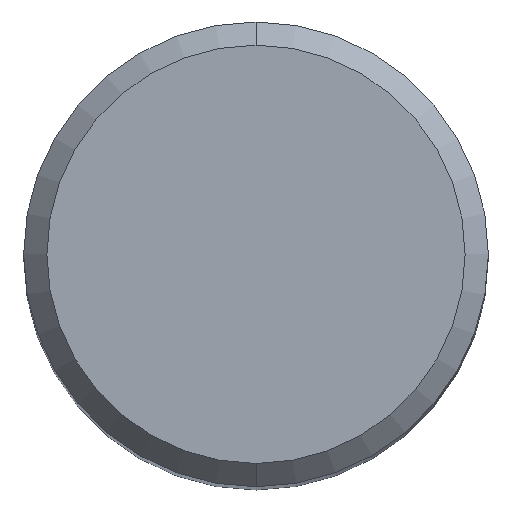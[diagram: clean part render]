
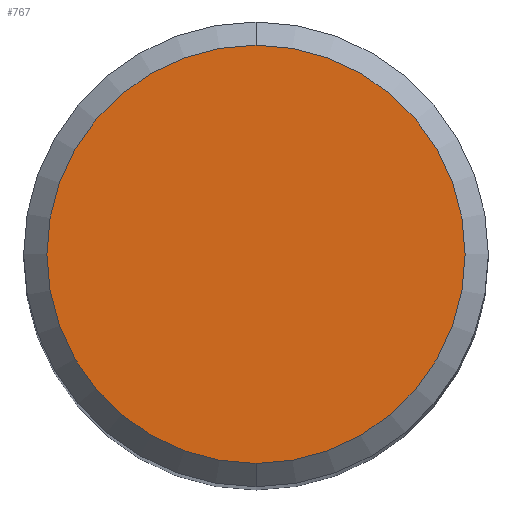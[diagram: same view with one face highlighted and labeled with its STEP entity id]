
A CAD part, top view. The second image highlights one B-rep face of the part: STEP entity #767.
In plain terms, the highlighted planar face has unit normal (0, 0, 1).
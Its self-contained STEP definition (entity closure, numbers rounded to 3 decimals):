
#529=VERTEX_POINT('',#1179);
#767=ADVANCED_FACE('',(#1443),#1444,.T.);
#813=EDGE_CURVE('',#875,#529,#1497,.T.);
#875=VERTEX_POINT('',#1564);
#881=EDGE_CURVE('',#529,#875,#1570,.T.);
#1179=CARTESIAN_POINT('',(0.,-5.4,0.0));
#1443=FACE_OUTER_BOUND('',#6096,.T.);
#1444=PLANE('',#6097);
#1497=CIRCLE('',#8580,5.4);
#1564=CARTESIAN_POINT('',(0.0,5.4,0.0));
#1570=CIRCLE('',#9097,5.4);
#6096=EDGE_LOOP('',(#10026,#10027));
#6097=AXIS2_PLACEMENT_3D('',#10028,#10029,#10030);
#8580=AXIS2_PLACEMENT_3D('',#10104,#10105,#10106);
#9097=AXIS2_PLACEMENT_3D('',#10189,#10190,#10191);
#10026=ORIENTED_EDGE('',*,*,#813,.F.);
#10027=ORIENTED_EDGE('',*,*,#881,.F.);
#10028=CARTESIAN_POINT('',(0.0,2.7,0.0));
#10029=DIRECTION('',(-0.0,0.0,1.0));
#10030=DIRECTION('',(0.0,-1.0,0.0));
#10104=CARTESIAN_POINT('',(0.0,0.0,0.0));
#10105=DIRECTION('',(0.0,0.0,-1.0));
#10106=DIRECTION('',(0.0,1.0,0.0));
#10189=CARTESIAN_POINT('',(0.0,0.0,0.0));
#10190=DIRECTION('',(0.0,0.0,-1.0));
#10191=DIRECTION('',(0.0,1.0,0.0));
